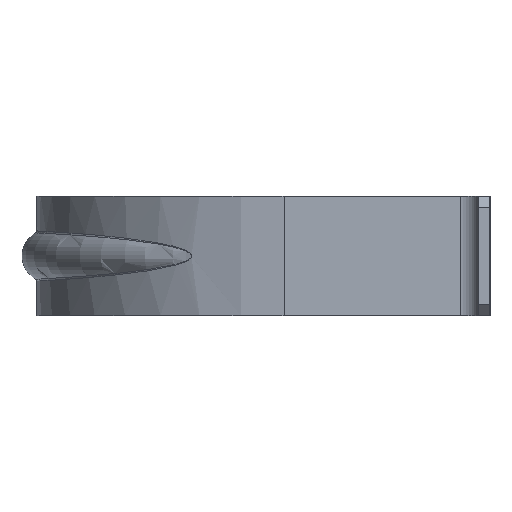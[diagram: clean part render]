
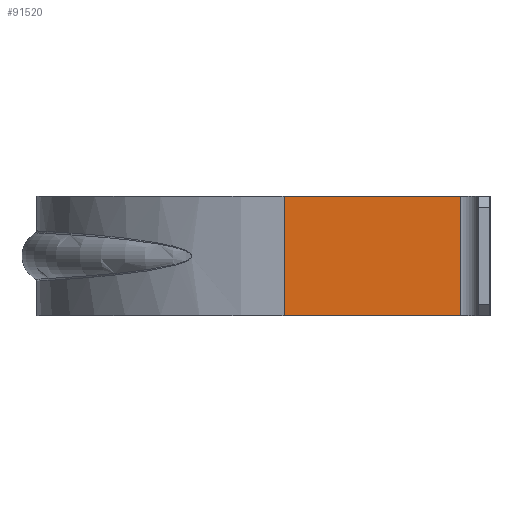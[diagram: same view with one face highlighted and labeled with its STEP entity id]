
A CAD part, left-side view. The second image highlights one B-rep face of the part: STEP entity #91520.
In plain terms, the highlighted planar face has unit normal (-1, 0, 0).
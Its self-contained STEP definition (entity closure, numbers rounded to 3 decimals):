
#210=CARTESIAN_POINT('',(-33.,-23.5,20.5));
#220=VERTEX_POINT('',#210);
#250=CARTESIAN_POINT('',(-33.,0.,20.5));
#260=DIRECTION('',(0.,1.,0.));
#270=VECTOR('',#260,1.);
#280=LINE('',#250,#270);
#290=CARTESIAN_POINT('',(-33.,0.,20.5));
#300=VERTEX_POINT('',#290);
#310=EDGE_CURVE('',#220,#300,#280,.T.);
#55630=CARTESIAN_POINT('',(-33.,-23.5,4.5));
#55640=VERTEX_POINT('',#55630);
#55670=CARTESIAN_POINT('',(-33.,-23.5,0.));
#55680=DIRECTION('',(0.,0.,1.));
#55690=VECTOR('',#55680,1.);
#55700=LINE('',#55670,#55690);
#55710=EDGE_CURVE('',#55640,#220,#55700,.T.);
#84500=CARTESIAN_POINT('',(-33.,0.,4.5));
#84510=VERTEX_POINT('',#84500);
#84540=CARTESIAN_POINT('',(-33.,0.,4.5));
#84550=DIRECTION('',(0.,1.,0.));
#84560=VECTOR('',#84550,1.);
#84570=LINE('',#84540,#84560);
#84580=EDGE_CURVE('',#55640,#84510,#84570,.T.);
#91360=CARTESIAN_POINT('',(-33.,-25.25,0.));
#91370=DIRECTION('',(-1.,0.,0.));
#91380=DIRECTION('',(0.,1.,0.));
#91390=AXIS2_PLACEMENT_3D('',#91360,#91370,#91380);
#91400=PLANE('',#91390);
#91410=ORIENTED_EDGE('',*,*,#84580,.F.);
#91420=CARTESIAN_POINT('',(-33.,0.,-2.5));
#91430=DIRECTION('',(0.,0.,1.));
#91440=VECTOR('',#91430,1.);
#91450=LINE('',#91420,#91440);
#91460=EDGE_CURVE('',#84510,#300,#91450,.T.);
#91470=ORIENTED_EDGE('',*,*,#91460,.F.);
#91480=ORIENTED_EDGE('',*,*,#310,.T.);
#91490=ORIENTED_EDGE('',*,*,#55710,.T.);
#91500=EDGE_LOOP('',(#91490,#91480,#91470,#91410));
#91510=FACE_OUTER_BOUND('',#91500,.T.);
#91520=ADVANCED_FACE('',(#91510),#91400,.T.);
